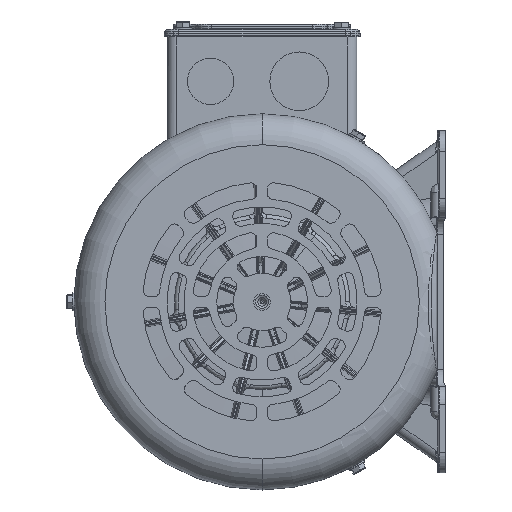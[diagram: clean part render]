
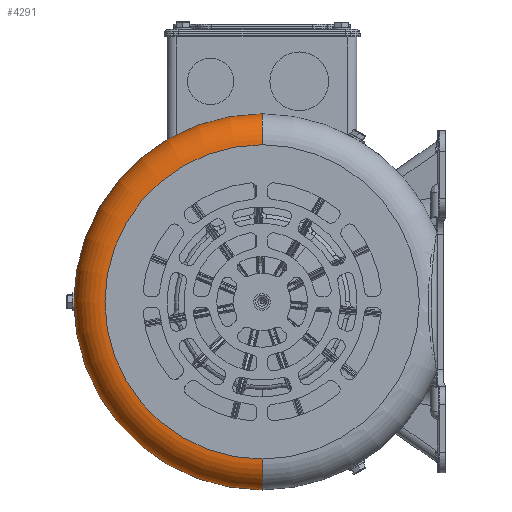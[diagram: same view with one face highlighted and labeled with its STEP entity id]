
A CAD part, left-side view. The second image highlights one B-rep face of the part: STEP entity #4291.
In plain terms, the highlighted toroidal (fillet/blend) face has major radius 76.25 mm and minor radius 15 mm.
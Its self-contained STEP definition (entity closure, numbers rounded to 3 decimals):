
#4291=ADVANCED_FACE('',(#9995),#9996,.T.);
#9995=FACE_OUTER_BOUND('',#35992,.T.);
#9996=TOROIDAL_SURFACE('',#35993,76.25,15.0);
#35992=EDGE_LOOP('',(#65001,#65002,#65003,#65004));
#35993=AXIS2_PLACEMENT_3D('',#65005,#65006,#65007);
#65001=ORIENTED_EDGE('',*,*,#82566,.T.);
#65002=ORIENTED_EDGE('',*,*,#82647,.T.);
#65003=ORIENTED_EDGE('',*,*,#82648,.F.);
#65004=ORIENTED_EDGE('',*,*,#82649,.F.);
#65005=CARTESIAN_POINT('',(-120.5,0.,0.));
#65006=DIRECTION('',(-1.0,0.,0.));
#65007=DIRECTION('',(0.,0.,1.0));
#82566=EDGE_CURVE('',#94169,#93980,#94170,.T.);
#82647=EDGE_CURVE('',#93980,#94325,#94326,.T.);
#82648=EDGE_CURVE('',#94327,#94325,#94328,.T.);
#82649=EDGE_CURVE('',#94169,#94327,#94329,.T.);
#93980=VERTEX_POINT('',#124994);
#94169=VERTEX_POINT('',#125453);
#94170=CIRCLE('',#125454,91.25);
#94325=VERTEX_POINT('',#125773);
#94326=CIRCLE('',#125774,15.0);
#94327=VERTEX_POINT('',#125775);
#94328=CIRCLE('',#125776,76.25);
#94329=CIRCLE('',#125777,15.0);
#124994=CARTESIAN_POINT('',(-120.5,0.0,-91.25));
#125453=CARTESIAN_POINT('',(-120.5,0.,91.25));
#125454=AXIS2_PLACEMENT_3D('',#150716,#150717,#150718);
#125773=CARTESIAN_POINT('',(-135.5,0.,-76.25));
#125774=AXIS2_PLACEMENT_3D('',#150867,#150868,#150869);
#125775=CARTESIAN_POINT('',(-135.5,0.,76.25));
#125776=AXIS2_PLACEMENT_3D('',#150870,#150871,#150872);
#125777=AXIS2_PLACEMENT_3D('',#150873,#150874,#150875);
#150716=CARTESIAN_POINT('',(-120.5,0.,0.));
#150717=DIRECTION('',(-1.0,0.,0.));
#150718=DIRECTION('',(0.,0.0,1.0));
#150867=CARTESIAN_POINT('',(-120.5,0.,-76.25));
#150868=DIRECTION('',(0.,1.0,0.));
#150869=DIRECTION('',(-1.0,0.,0.0));
#150870=CARTESIAN_POINT('',(-135.5,0.,0.));
#150871=DIRECTION('',(-1.0,0.,0.));
#150872=DIRECTION('',(0.,0.0,1.0));
#150873=CARTESIAN_POINT('',(-120.5,0.,76.25));
#150874=DIRECTION('',(0.,-1.0,0.));
#150875=DIRECTION('',(1.0,0.,0.0));
